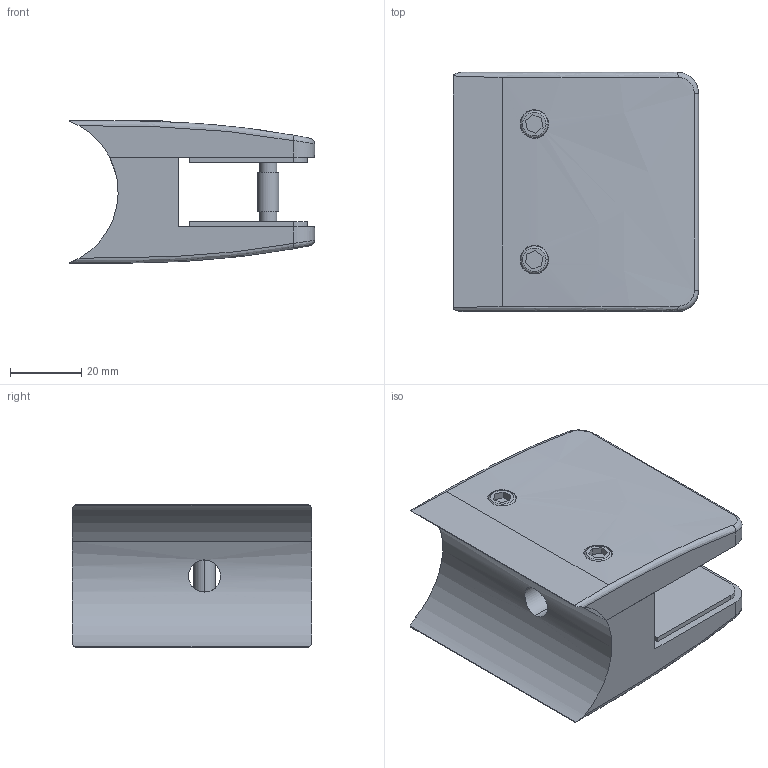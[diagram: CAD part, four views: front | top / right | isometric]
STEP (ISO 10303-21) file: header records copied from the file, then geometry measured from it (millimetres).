
FILE_DESCRIPTION (( 'STEP AP203' ), '1' );
FILE_NAME ('3D_GG4046_42.4 x16.76_188757110.STEP', '2024-11-05T08:55:32', ( '' ), ( '' ), 'SwSTEP 2.0', 'SolidWorks 2023', '' );
FILE_SCHEMA (( 'CONFIG_CONTROL_DESIGN' ));
Length unit declared in the file: millimetre
Products named in the file (1): 3D_GG4046_42.4 x16.76_188757110
Bounding box: 68.66 x 67 x 40 mm (x, y, z)
Volume: 99541.7 mm3; surface area: 38703.6 mm2
Topology: 7 solids, 7 shells, 135 faces, 306 edges, 200 vertices
Faces by surface type: plane 67, cylinder 54, bspline 10, torus 4
Entity records: 4885 total; most frequent: CARTESIAN_POINT 1754, DIRECTION 634, ORIENTED_EDGE 612, EDGE_CURVE 306, AXIS2_PLACEMENT_3D 236, VERTEX_POINT 200, LINE 162, VECTOR 162
